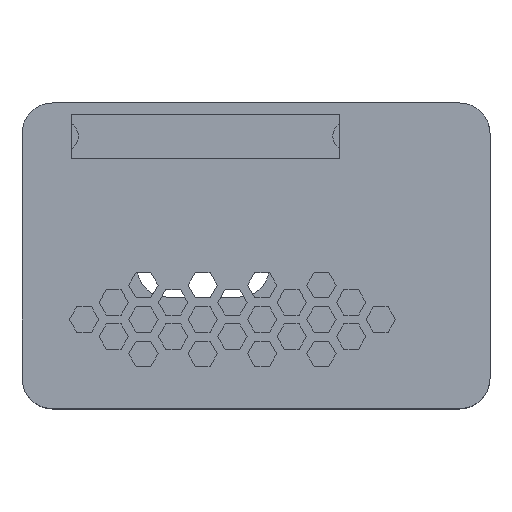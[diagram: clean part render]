
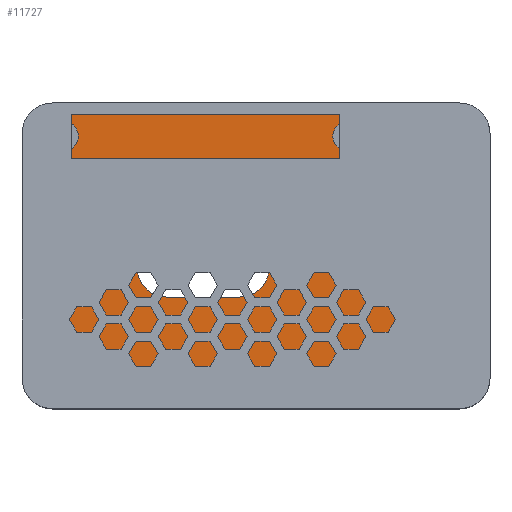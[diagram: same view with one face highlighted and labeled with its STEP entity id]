
A CAD part, top view. The second image highlights one B-rep face of the part: STEP entity #11727.
In plain terms, the highlighted planar face has unit normal (0, 0, 1).
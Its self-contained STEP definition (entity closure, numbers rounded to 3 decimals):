
#38=FACE_BOUND('',#1023,.T.);
#39=FACE_BOUND('',#1024,.T.);
#40=FACE_BOUND('',#1025,.T.);
#41=FACE_BOUND('',#1026,.T.);
#42=FACE_BOUND('',#1027,.T.);
#243=CIRCLE('',#12314,6.);
#245=CIRCLE('',#12318,6.);
#247=CIRCLE('',#12322,6.);
#249=CIRCLE('',#12326,6.);
#275=CIRCLE('',#12363,5.);
#276=CIRCLE('',#12364,5.);
#277=CIRCLE('',#12365,5.);
#278=CIRCLE('',#12366,5.);
#279=CIRCLE('',#12367,3.);
#280=CIRCLE('',#12368,3.);
#281=CIRCLE('',#12369,3.);
#282=CIRCLE('',#12370,3.);
#435=FACE_OUTER_BOUND('',#1022,.T.);
#1022=EDGE_LOOP('',(#7939,#7940,#7941,#7942,#7943,#7944,#7945,#7946,#7947,
#7948,#7949,#7950));
#1023=EDGE_LOOP('',(#7951,#7952,#7953,#7954,#7955,#7956,#7957,#7958));
#1024=EDGE_LOOP('',(#7959));
#1025=EDGE_LOOP('',(#7960));
#1026=EDGE_LOOP('',(#7961));
#1027=EDGE_LOOP('',(#7962));
#1785=LINE('',#16000,#3367);
#1790=LINE('',#16014,#3372);
#1794=LINE('',#16026,#3376);
#1798=LINE('',#16038,#3380);
#1848=LINE('',#16190,#3430);
#1885=LINE('',#16265,#3467);
#1889=LINE('',#16273,#3471);
#1890=LINE('',#16275,#3472);
#1891=LINE('',#16277,#3473);
#1892=LINE('',#16281,#3474);
#1893=LINE('',#16286,#3475);
#1894=LINE('',#16289,#3476);
#3367=VECTOR('',#13017,10.);
#3372=VECTOR('',#13030,10.);
#3376=VECTOR('',#13042,10.);
#3380=VECTOR('',#13054,10.);
#3430=VECTOR('',#13174,10.);
#3467=VECTOR('',#13215,10.);
#3471=VECTOR('',#13221,10.);
#3472=VECTOR('',#13222,10.);
#3473=VECTOR('',#13223,10.);
#3474=VECTOR('',#13226,10.);
#3475=VECTOR('',#13231,10.);
#3476=VECTOR('',#13234,10.);
#4949=VERTEX_POINT('',#15998);
#4950=VERTEX_POINT('',#15999);
#4953=VERTEX_POINT('',#16007);
#4955=VERTEX_POINT('',#16013);
#4957=VERTEX_POINT('',#16019);
#4959=VERTEX_POINT('',#16025);
#4961=VERTEX_POINT('',#16031);
#4963=VERTEX_POINT('',#16037);
#5029=VERTEX_POINT('',#16187);
#5030=VERTEX_POINT('',#16189);
#5065=VERTEX_POINT('',#16263);
#5066=VERTEX_POINT('',#16264);
#5069=VERTEX_POINT('',#16272);
#5070=VERTEX_POINT('',#16274);
#5071=VERTEX_POINT('',#16276);
#5072=VERTEX_POINT('',#16278);
#5073=VERTEX_POINT('',#16280);
#5074=VERTEX_POINT('',#16283);
#5075=VERTEX_POINT('',#16285);
#5076=VERTEX_POINT('',#16287);
#5077=VERTEX_POINT('',#16290);
#5078=VERTEX_POINT('',#16292);
#5079=VERTEX_POINT('',#16294);
#5080=VERTEX_POINT('',#16296);
#6081=EDGE_CURVE('',#4949,#4950,#1785,.T.);
#6085=EDGE_CURVE('',#4950,#4953,#243,.T.);
#6088=EDGE_CURVE('',#4953,#4955,#1790,.T.);
#6091=EDGE_CURVE('',#4955,#4957,#245,.T.);
#6094=EDGE_CURVE('',#4957,#4959,#1794,.T.);
#6097=EDGE_CURVE('',#4959,#4961,#247,.T.);
#6100=EDGE_CURVE('',#4961,#4963,#1798,.T.);
#6103=EDGE_CURVE('',#4963,#4949,#249,.T.);
#6176=EDGE_CURVE('',#5030,#5029,#1848,.T.);
#6213=EDGE_CURVE('',#5065,#5066,#1885,.T.);
#6217=EDGE_CURVE('',#5069,#5065,#1889,.T.);
#6218=EDGE_CURVE('',#5066,#5070,#1890,.T.);
#6219=EDGE_CURVE('',#5070,#5071,#1891,.T.);
#6220=EDGE_CURVE('',#5072,#5071,#275,.F.);
#6221=EDGE_CURVE('',#5072,#5073,#1892,.T.);
#6222=EDGE_CURVE('',#5030,#5073,#276,.F.);
#6223=EDGE_CURVE('',#5074,#5029,#277,.F.);
#6224=EDGE_CURVE('',#5074,#5075,#1893,.T.);
#6225=EDGE_CURVE('',#5076,#5075,#278,.F.);
#6226=EDGE_CURVE('',#5076,#5069,#1894,.T.);
#6227=EDGE_CURVE('',#5077,#5077,#279,.T.);
#6228=EDGE_CURVE('',#5078,#5078,#280,.T.);
#6229=EDGE_CURVE('',#5079,#5079,#281,.T.);
#6230=EDGE_CURVE('',#5080,#5080,#282,.T.);
#7939=ORIENTED_EDGE('',*,*,#6217,.T.);
#7940=ORIENTED_EDGE('',*,*,#6213,.T.);
#7941=ORIENTED_EDGE('',*,*,#6218,.T.);
#7942=ORIENTED_EDGE('',*,*,#6219,.T.);
#7943=ORIENTED_EDGE('',*,*,#6220,.F.);
#7944=ORIENTED_EDGE('',*,*,#6221,.T.);
#7945=ORIENTED_EDGE('',*,*,#6222,.F.);
#7946=ORIENTED_EDGE('',*,*,#6176,.T.);
#7947=ORIENTED_EDGE('',*,*,#6223,.F.);
#7948=ORIENTED_EDGE('',*,*,#6224,.T.);
#7949=ORIENTED_EDGE('',*,*,#6225,.F.);
#7950=ORIENTED_EDGE('',*,*,#6226,.T.);
#7951=ORIENTED_EDGE('',*,*,#6081,.T.);
#7952=ORIENTED_EDGE('',*,*,#6085,.T.);
#7953=ORIENTED_EDGE('',*,*,#6088,.T.);
#7954=ORIENTED_EDGE('',*,*,#6091,.T.);
#7955=ORIENTED_EDGE('',*,*,#6094,.T.);
#7956=ORIENTED_EDGE('',*,*,#6097,.T.);
#7957=ORIENTED_EDGE('',*,*,#6100,.T.);
#7958=ORIENTED_EDGE('',*,*,#6103,.T.);
#7959=ORIENTED_EDGE('',*,*,#6227,.T.);
#7960=ORIENTED_EDGE('',*,*,#6228,.T.);
#7961=ORIENTED_EDGE('',*,*,#6229,.T.);
#7962=ORIENTED_EDGE('',*,*,#6230,.T.);
#11201=PLANE('',#12362);
#11727=ADVANCED_FACE('',(#435,#38,#39,#40,#41,#42),#11201,.F.);
#12314=AXIS2_PLACEMENT_3D('',#16008,#13023,#13024);
#12318=AXIS2_PLACEMENT_3D('',#16020,#13035,#13036);
#12322=AXIS2_PLACEMENT_3D('',#16032,#13047,#13048);
#12326=AXIS2_PLACEMENT_3D('',#16043,#13059,#13060);
#12362=AXIS2_PLACEMENT_3D('',#16271,#13219,#13220);
#12363=AXIS2_PLACEMENT_3D('',#16279,#13224,#13225);
#12364=AXIS2_PLACEMENT_3D('',#16282,#13227,#13228);
#12365=AXIS2_PLACEMENT_3D('',#16284,#13229,#13230);
#12366=AXIS2_PLACEMENT_3D('',#16288,#13232,#13233);
#12367=AXIS2_PLACEMENT_3D('',#16291,#13235,#13236);
#12368=AXIS2_PLACEMENT_3D('',#16293,#13237,#13238);
#12369=AXIS2_PLACEMENT_3D('',#16295,#13239,#13240);
#12370=AXIS2_PLACEMENT_3D('',#16297,#13241,#13242);
#13017=DIRECTION('',(0.,-1.,0.));
#13023=DIRECTION('center_axis',(0.,0.,-1.));
#13024=DIRECTION('ref_axis',(1.,0.,0.));
#13030=DIRECTION('',(-1.,0.,0.));
#13035=DIRECTION('center_axis',(0.,0.,-1.));
#13036=DIRECTION('ref_axis',(0.,-1.,0.));
#13042=DIRECTION('',(0.,1.,0.));
#13047=DIRECTION('center_axis',(0.,0.,-1.));
#13048=DIRECTION('ref_axis',(-1.,0.,0.));
#13054=DIRECTION('',(1.,0.,0.));
#13059=DIRECTION('center_axis',(0.,0.,-1.));
#13060=DIRECTION('ref_axis',(0.,1.,0.));
#13174=DIRECTION('',(0.,1.,0.));
#13215=DIRECTION('',(0.,-1.,0.));
#13219=DIRECTION('center_axis',(0.,0.,-1.));
#13220=DIRECTION('ref_axis',(1.,0.,0.));
#13221=DIRECTION('',(1.,0.,0.));
#13222=DIRECTION('',(-1.,0.,0.));
#13223=DIRECTION('',(0.,-1.,0.));
#13224=DIRECTION('center_axis',(0.,0.,1.));
#13225=DIRECTION('ref_axis',(0.,-1.,0.));
#13226=DIRECTION('',(1.,0.,0.));
#13227=DIRECTION('center_axis',(0.,0.,1.));
#13228=DIRECTION('ref_axis',(1.,0.,0.));
#13229=DIRECTION('center_axis',(0.,0.,1.));
#13230=DIRECTION('ref_axis',(0.,1.,0.));
#13231=DIRECTION('',(-1.,0.,0.));
#13232=DIRECTION('center_axis',(0.,0.,1.));
#13233=DIRECTION('ref_axis',(-1.,0.,0.));
#13234=DIRECTION('',(0.,-1.,0.));
#13235=DIRECTION('center_axis',(0.,0.,-1.));
#13236=DIRECTION('ref_axis',(-1.,0.,0.));
#13237=DIRECTION('center_axis',(0.,0.,-1.));
#13238=DIRECTION('ref_axis',(-1.,0.,0.));
#13239=DIRECTION('center_axis',(0.,0.,-1.));
#13240=DIRECTION('ref_axis',(-1.,0.,0.));
#13241=DIRECTION('center_axis',(0.,0.,-1.));
#13242=DIRECTION('ref_axis',(-1.,0.,0.));
#15998=CARTESIAN_POINT('',(47.,-11.,-4.33));
#15999=CARTESIAN_POINT('',(47.,-23.,-4.33));
#16000=CARTESIAN_POINT('',(47.,-21.828,-4.33));
#16007=CARTESIAN_POINT('',(41.,-29.,-4.33));
#16008=CARTESIAN_POINT('Origin',(41.,-23.,-4.33));
#16013=CARTESIAN_POINT('',(26.,-29.,-4.33));
#16014=CARTESIAN_POINT('',(35.141,-29.,-4.33));
#16019=CARTESIAN_POINT('',(20.,-23.,-4.33));
#16020=CARTESIAN_POINT('Origin',(26.,-23.,-4.33));
#16025=CARTESIAN_POINT('',(20.,-11.,-4.33));
#16026=CARTESIAN_POINT('',(20.,-15.828,-4.33));
#16031=CARTESIAN_POINT('',(26.,-5.,-4.33));
#16032=CARTESIAN_POINT('Origin',(26.,-11.,-4.33));
#16037=CARTESIAN_POINT('',(41.,-5.,-4.33));
#16038=CARTESIAN_POINT('',(42.641,-5.,-4.33));
#16043=CARTESIAN_POINT('Origin',(41.,-11.,-4.33));
#16187=CARTESIAN_POINT('',(90.859,4.344,-4.33));
#16189=CARTESIAN_POINT('',(90.859,-45.656,-4.33));
#16190=CARTESIAN_POINT('',(90.859,-33.156,-4.33));
#16263=CARTESIAN_POINT('',(4.475,-12.337,-4.33));
#16264=CARTESIAN_POINT('',(4.475,-28.487,-4.33));
#16265=CARTESIAN_POINT('',(4.475,-20.534,-4.33));
#16271=CARTESIAN_POINT('Origin',(44.282,-20.656,-4.33));
#16272=CARTESIAN_POINT('',(-2.295,-12.337,-4.33));
#16273=CARTESIAN_POINT('',(20.378,-12.337,-4.33));
#16274=CARTESIAN_POINT('',(-2.295,-28.487,-4.33));
#16275=CARTESIAN_POINT('',(20.378,-28.487,-4.33));
#16276=CARTESIAN_POINT('',(-2.295,-45.656,-4.33));
#16277=CARTESIAN_POINT('',(-2.295,-8.156,-4.33));
#16278=CARTESIAN_POINT('',(2.705,-50.656,-4.33));
#16279=CARTESIAN_POINT('Origin',(2.705,-45.656,-4.33));
#16280=CARTESIAN_POINT('',(85.859,-50.656,-4.33));
#16281=CARTESIAN_POINT('',(23.493,-50.656,-4.33));
#16282=CARTESIAN_POINT('Origin',(85.859,-45.656,-4.33));
#16283=CARTESIAN_POINT('',(85.859,9.344,-4.33));
#16284=CARTESIAN_POINT('Origin',(85.859,4.344,-4.33));
#16285=CARTESIAN_POINT('',(2.705,9.344,-4.33));
#16286=CARTESIAN_POINT('',(65.07,9.344,-4.33));
#16287=CARTESIAN_POINT('',(-2.295,4.344,-4.33));
#16288=CARTESIAN_POINT('Origin',(2.705,4.344,-4.33));
#16289=CARTESIAN_POINT('',(-2.295,-8.156,-4.33));
#16290=CARTESIAN_POINT('',(65.987,3.844,-4.33));
#16291=CARTESIAN_POINT('Origin',(62.987,3.844,-4.33));
#16292=CARTESIAN_POINT('',(65.987,-45.156,-4.33));
#16293=CARTESIAN_POINT('Origin',(62.987,-45.156,-4.33));
#16294=CARTESIAN_POINT('',(7.987,3.844,-4.33));
#16295=CARTESIAN_POINT('Origin',(4.987,3.844,-4.33));
#16296=CARTESIAN_POINT('',(7.987,-45.156,-4.33));
#16297=CARTESIAN_POINT('Origin',(4.987,-45.156,-4.33));
